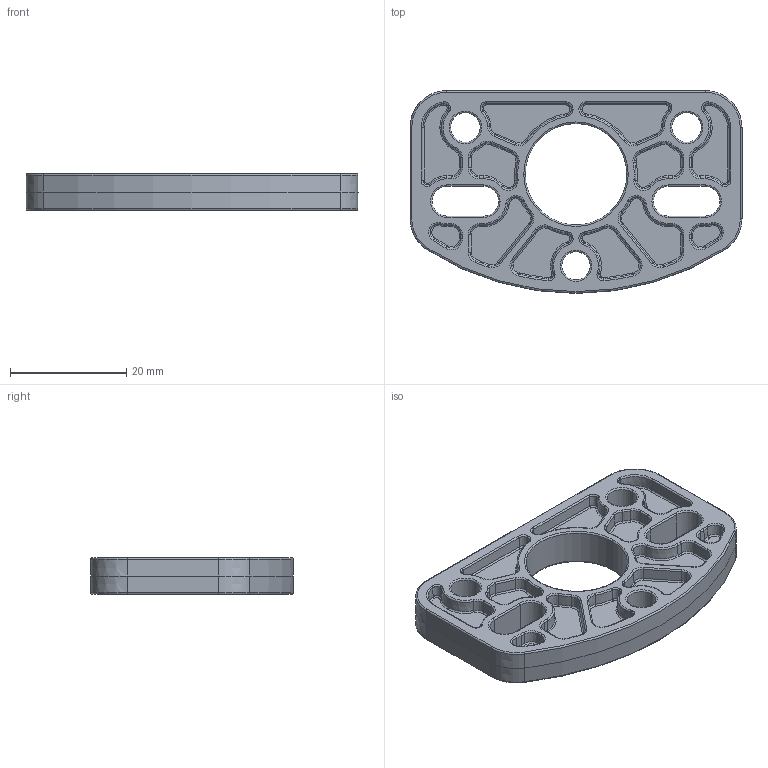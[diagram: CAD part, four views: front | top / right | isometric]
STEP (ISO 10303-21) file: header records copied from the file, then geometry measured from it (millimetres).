
FILE_DESCRIPTION (( 'STEP AP203' ), '1' );
FILE_NAME ('am-5019 RoBits Drop Mount.STEP', '2023-03-23T13:53:30', ( '' ), ( '' ), 'SwSTEP 2.0', 'SolidWorks 2022', '' );
FILE_SCHEMA (( 'CONFIG_CONTROL_DESIGN' ));
Length unit declared in the file: inch
Products named in the file (1): am-5019 RoBits Drop Mount
Bounding box: 57.15 x 34.92 x 6.35 mm (x, y, z)
Volume: 5830.2 mm3; surface area: 6303.6 mm2
Topology: 1 solids, 1 shells, 850 faces, 1935 edges, 1111 vertices
Faces by surface type: torus 418, cone 200, cylinder 140, plane 92
Entity records: 24126 total; most frequent: DIRECTION 5037, CARTESIAN_POINT 3897, ORIENTED_EDGE 3870, AXIS2_PLACEMENT_3D 2251, EDGE_CURVE 1935, CIRCLE 1400, VERTEX_POINT 1111, EDGE_LOOP 886
